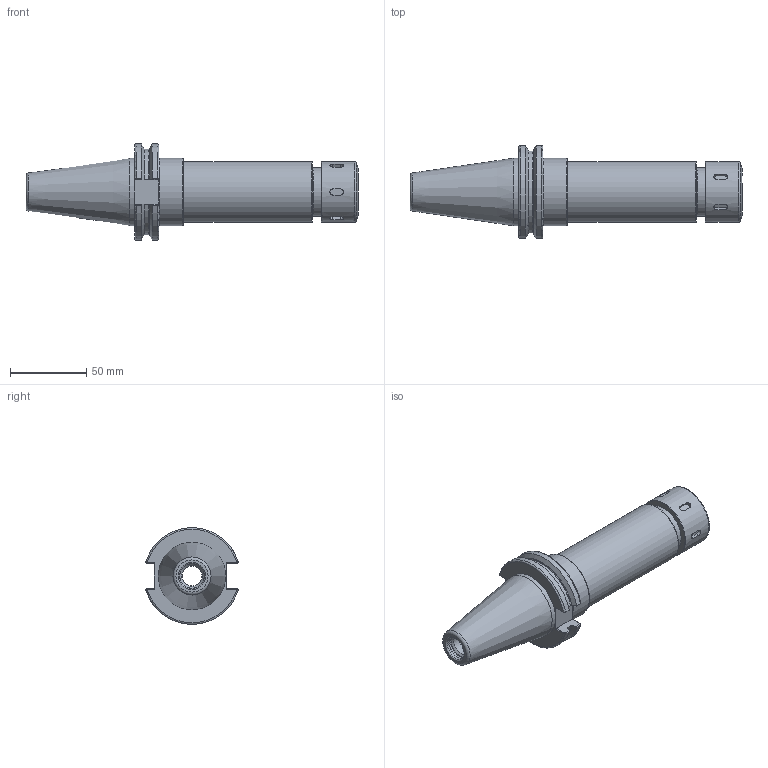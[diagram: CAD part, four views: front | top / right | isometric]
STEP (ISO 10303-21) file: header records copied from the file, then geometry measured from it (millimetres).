
FILE_DESCRIPTION(/* description */ (''),/* implementation_level */ '2;1');
FILE_NAME(/* name */ 'CAT40-SX16-0591.stp',/* time_stamp */ '2019-06-18T16:37:04-05:00',/* author */ ('ldfli'),/* organization */ ('Pioneer N.A.'),/* preprocessor_version */ 'ST-DEVELOPER v18',/* originating_system */ 'Autodesk Inventor LT',/* authorisation */ '');
FILE_SCHEMA (('AUTOMOTIVE_DESIGN { 1 0 10303 214 3 1 1 }'));
Length unit declared in the file: millimetre
Products named in the file (1): CAT40-SX16-0591
Bounding box: 218.25 x 61.14 x 63.31 mm (x, y, z)
Volume: 230545.2 mm3; surface area: 48765.4 mm2
Topology: 2 solids, 2 shells, 146 faces, 419 edges, 289 vertices
Faces by surface type: plane 56, cylinder 35, torus 21, cone 18, bspline 16
Full cylindrical faces by diameter (mm): 10 x1, 13 x1, 13.494 x1, 16.3 x1, 16.376 x1, 16.8 x1, 19.8 x1, 20.6 x1, 22 x1, 30.5 x1, 32 x1, 32.2 x1, 32.5 x1, 40 x2, 44.45 x2
Entity records: 5801 total; most frequent: CARTESIAN_POINT 1951, ORIENTED_EDGE 836, DIRECTION 771, EDGE_CURVE 418, AXIS2_PLACEMENT_3D 303, VERTEX_POINT 289, CIRCLE 172, LINE 165
